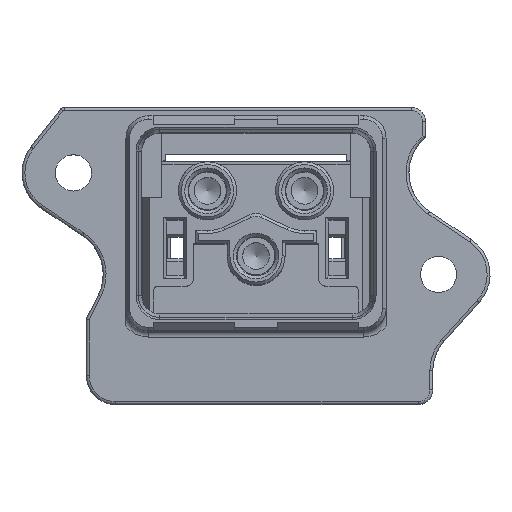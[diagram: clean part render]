
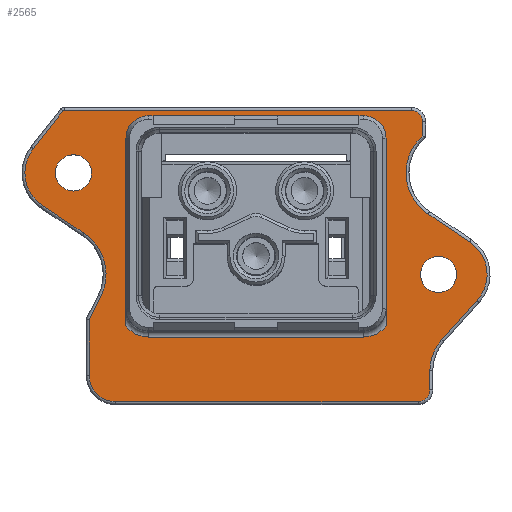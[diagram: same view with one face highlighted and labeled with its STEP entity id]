
A CAD part, top view. The second image highlights one B-rep face of the part: STEP entity #2565.
In plain terms, the highlighted planar face has unit normal (0, 0, 1).
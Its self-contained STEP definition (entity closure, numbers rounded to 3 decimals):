
#175=PLANE('',#8278);
#927=LINE('',#11493,#1775);
#992=LINE('',#11648,#1840);
#994=LINE('',#11659,#1842);
#997=LINE('',#11675,#1845);
#998=LINE('',#11681,#1846);
#999=LINE('',#11685,#1847);
#1000=LINE('',#11689,#1848);
#1001=LINE('',#11693,#1849);
#1002=LINE('',#11695,#1850);
#1003=LINE('',#11699,#1851);
#1004=LINE('',#11703,#1852);
#1005=LINE('',#11707,#1853);
#1006=LINE('',#11711,#1854);
#1007=LINE('',#11715,#1855);
#1775=VECTOR('',#9107,1.);
#1840=VECTOR('',#9214,1.);
#1842=VECTOR('',#9230,1.);
#1845=VECTOR('',#9243,1.);
#1846=VECTOR('',#9248,1.);
#1847=VECTOR('',#9251,1.);
#1848=VECTOR('',#9254,1.);
#1849=VECTOR('',#9257,1.);
#1850=VECTOR('',#9258,1.);
#1851=VECTOR('',#9261,1.);
#1852=VECTOR('',#9264,1.);
#1853=VECTOR('',#9267,1.);
#1854=VECTOR('',#9270,1.);
#1855=VECTOR('',#9273,1.);
#2565=ADVANCED_FACE('',(#3122,#3123,#3124,#3125),#175,.F.);
#3122=FACE_BOUND('',#3304,.T.);
#3123=FACE_BOUND('',#3305,.T.);
#3124=FACE_BOUND('',#3306,.T.);
#3125=FACE_BOUND('',#3307,.T.);
#3304=EDGE_LOOP('',(#4054));
#3305=EDGE_LOOP('',(#4055));
#3306=EDGE_LOOP('',(#4056,#4057,#4058,#4059,#4060,#4061,#4062,#4063));
#3307=EDGE_LOOP('',(#4064,#4065,#4066,#4067,#4068,#4069,#4070,#4071,#4072,
#4073,#4074,#4075,#4076,#4077,#4078,#4079,#4080,#4081,#4082));
#4054=ORIENTED_EDGE('',*,*,#6790,.F.);
#4055=ORIENTED_EDGE('',*,*,#6792,.F.);
#4056=ORIENTED_EDGE('',*,*,#6999,.T.);
#4057=ORIENTED_EDGE('',*,*,#7011,.T.);
#4058=ORIENTED_EDGE('',*,*,#7012,.T.);
#4059=ORIENTED_EDGE('',*,*,#7013,.T.);
#4060=ORIENTED_EDGE('',*,*,#7005,.T.);
#4061=ORIENTED_EDGE('',*,*,#7010,.T.);
#4062=ORIENTED_EDGE('',*,*,#6922,.T.);
#4063=ORIENTED_EDGE('',*,*,#6995,.T.);
#4064=ORIENTED_EDGE('',*,*,#7014,.T.);
#4065=ORIENTED_EDGE('',*,*,#7015,.T.);
#4066=ORIENTED_EDGE('',*,*,#7016,.T.);
#4067=ORIENTED_EDGE('',*,*,#7017,.T.);
#4068=ORIENTED_EDGE('',*,*,#7018,.T.);
#4069=ORIENTED_EDGE('',*,*,#7019,.T.);
#4070=ORIENTED_EDGE('',*,*,#7020,.T.);
#4071=ORIENTED_EDGE('',*,*,#7021,.T.);
#4072=ORIENTED_EDGE('',*,*,#7022,.T.);
#4073=ORIENTED_EDGE('',*,*,#7023,.T.);
#4074=ORIENTED_EDGE('',*,*,#7024,.T.);
#4075=ORIENTED_EDGE('',*,*,#7025,.T.);
#4076=ORIENTED_EDGE('',*,*,#7026,.T.);
#4077=ORIENTED_EDGE('',*,*,#7027,.T.);
#4078=ORIENTED_EDGE('',*,*,#7028,.T.);
#4079=ORIENTED_EDGE('',*,*,#7029,.T.);
#4080=ORIENTED_EDGE('',*,*,#7030,.T.);
#4081=ORIENTED_EDGE('',*,*,#7031,.T.);
#4082=ORIENTED_EDGE('',*,*,#7032,.T.);
#6044=VERTEX_POINT('',#11192);
#6046=VERTEX_POINT('',#11197);
#6164=VERTEX_POINT('',#11492);
#6165=VERTEX_POINT('',#11494);
#6226=VERTEX_POINT('',#11636);
#6229=VERTEX_POINT('',#11647);
#6232=VERTEX_POINT('',#11660);
#6233=VERTEX_POINT('',#11661);
#6235=VERTEX_POINT('',#11674);
#6236=VERTEX_POINT('',#11676);
#6237=VERTEX_POINT('',#11679);
#6238=VERTEX_POINT('',#11680);
#6239=VERTEX_POINT('',#11682);
#6240=VERTEX_POINT('',#11684);
#6241=VERTEX_POINT('',#11686);
#6242=VERTEX_POINT('',#11688);
#6243=VERTEX_POINT('',#11690);
#6244=VERTEX_POINT('',#11692);
#6245=VERTEX_POINT('',#11694);
#6246=VERTEX_POINT('',#11696);
#6247=VERTEX_POINT('',#11698);
#6248=VERTEX_POINT('',#11700);
#6249=VERTEX_POINT('',#11702);
#6250=VERTEX_POINT('',#11704);
#6251=VERTEX_POINT('',#11706);
#6252=VERTEX_POINT('',#11708);
#6253=VERTEX_POINT('',#11710);
#6254=VERTEX_POINT('',#11712);
#6255=VERTEX_POINT('',#11714);
#6790=EDGE_CURVE('',#6044,#6044,#7914,.T.);
#6792=EDGE_CURVE('',#6046,#6046,#7916,.T.);
#6922=EDGE_CURVE('',#6165,#6164,#927,.T.);
#6995=EDGE_CURVE('',#6164,#6226,#7962,.T.);
#6999=EDGE_CURVE('',#6226,#6229,#992,.T.);
#7005=EDGE_CURVE('',#6232,#6233,#994,.T.);
#7010=EDGE_CURVE('',#6233,#6165,#7968,.T.);
#7011=EDGE_CURVE('',#6229,#6235,#7969,.T.);
#7012=EDGE_CURVE('',#6235,#6236,#997,.T.);
#7013=EDGE_CURVE('',#6236,#6232,#7970,.T.);
#7014=EDGE_CURVE('',#6237,#6238,#7971,.T.);
#7015=EDGE_CURVE('',#6238,#6239,#998,.T.);
#7016=EDGE_CURVE('',#6239,#6240,#7972,.T.);
#7017=EDGE_CURVE('',#6240,#6241,#999,.T.);
#7018=EDGE_CURVE('',#6241,#6242,#7973,.T.);
#7019=EDGE_CURVE('',#6242,#6243,#1000,.T.);
#7020=EDGE_CURVE('',#6243,#6244,#7974,.T.);
#7021=EDGE_CURVE('',#6244,#6245,#1001,.T.);
#7022=EDGE_CURVE('',#6245,#6246,#1002,.T.);
#7023=EDGE_CURVE('',#6246,#6247,#7975,.T.);
#7024=EDGE_CURVE('',#6247,#6248,#1003,.T.);
#7025=EDGE_CURVE('',#6248,#6249,#7976,.T.);
#7026=EDGE_CURVE('',#6249,#6250,#1004,.T.);
#7027=EDGE_CURVE('',#6250,#6251,#7977,.T.);
#7028=EDGE_CURVE('',#6251,#6252,#1005,.T.);
#7029=EDGE_CURVE('',#6252,#6253,#7978,.T.);
#7030=EDGE_CURVE('',#6253,#6254,#1006,.T.);
#7031=EDGE_CURVE('',#6254,#6255,#7979,.T.);
#7032=EDGE_CURVE('',#6255,#6237,#1007,.T.);
#7914=CIRCLE('',#8178,1.25);
#7916=CIRCLE('',#8181,1.25);
#7962=CIRCLE('',#8254,1.55);
#7968=CIRCLE('',#8265,1.55);
#7969=CIRCLE('',#8267,1.95);
#7970=CIRCLE('',#8268,1.95);
#7971=CIRCLE('',#8269,0.8);
#7972=CIRCLE('',#8270,0.1);
#7973=CIRCLE('',#8271,2.7);
#7974=CIRCLE('',#8272,3.4);
#7975=CIRCLE('',#8273,1.8);
#7976=CIRCLE('',#8274,0.8);
#7977=CIRCLE('',#8275,3.2);
#7978=CIRCLE('',#8276,2.7);
#7979=CIRCLE('',#8277,3.4);
#8178=AXIS2_PLACEMENT_3D('',#11191,#8901,#8902);
#8181=AXIS2_PLACEMENT_3D('',#11196,#8907,#8908);
#8254=AXIS2_PLACEMENT_3D('',#11637,#9208,#9209);
#8265=AXIS2_PLACEMENT_3D('',#11671,#9237,#9238);
#8267=AXIS2_PLACEMENT_3D('',#11673,#9241,#9242);
#8268=AXIS2_PLACEMENT_3D('',#11677,#9244,#9245);
#8269=AXIS2_PLACEMENT_3D('',#11678,#9246,#9247);
#8270=AXIS2_PLACEMENT_3D('',#11683,#9249,#9250);
#8271=AXIS2_PLACEMENT_3D('',#11687,#9252,#9253);
#8272=AXIS2_PLACEMENT_3D('',#11691,#9255,#9256);
#8273=AXIS2_PLACEMENT_3D('',#11697,#9259,#9260);
#8274=AXIS2_PLACEMENT_3D('',#11701,#9262,#9263);
#8275=AXIS2_PLACEMENT_3D('',#11705,#9265,#9266);
#8276=AXIS2_PLACEMENT_3D('',#11709,#9268,#9269);
#8277=AXIS2_PLACEMENT_3D('',#11713,#9271,#9272);
#8278=AXIS2_PLACEMENT_3D('',#11716,#9274,#9275);
#8901=DIRECTION('',(0.,0.,1.));
#8902=DIRECTION('',(-1.,0.,0.));
#8907=DIRECTION('',(0.,0.,1.));
#8908=DIRECTION('',(-1.,0.,0.));
#9107=DIRECTION('',(1.,0.,0.));
#9208=DIRECTION('',(0.,0.,-1.));
#9209=DIRECTION('',(-1.,0.,0.));
#9214=DIRECTION('',(0.,-1.,0.));
#9230=DIRECTION('',(0.,1.,0.));
#9237=DIRECTION('',(0.,0.,-1.));
#9238=DIRECTION('',(-1.,0.,0.));
#9241=DIRECTION('',(0.,0.,-1.));
#9242=DIRECTION('',(-1.,0.,0.));
#9243=DIRECTION('',(-1.,0.,0.));
#9244=DIRECTION('',(0.,0.,-1.));
#9245=DIRECTION('',(-1.,0.,0.));
#9246=DIRECTION('',(0.,0.,1.));
#9247=DIRECTION('',(-1.,0.,0.));
#9248=DIRECTION('',(-1.,0.,0.));
#9249=DIRECTION('',(0.,0.,1.));
#9250=DIRECTION('',(-1.,0.,0.));
#9251=DIRECTION('',(-0.616,-0.788,0.));
#9252=DIRECTION('',(0.,0.,1.));
#9253=DIRECTION('',(-1.,0.,0.));
#9254=DIRECTION('',(0.832,-0.555,0.));
#9255=DIRECTION('',(0.,0.,-1.));
#9256=DIRECTION('',(-1.,0.,0.));
#9257=DIRECTION('',(-0.446,-0.895,0.));
#9258=DIRECTION('',(0.,-1.,0.));
#9259=DIRECTION('',(0.,0.,1.));
#9260=DIRECTION('',(-1.,0.,0.));
#9261=DIRECTION('',(1.,0.,0.));
#9262=DIRECTION('',(0.,0.,1.));
#9263=DIRECTION('',(-1.,0.,0.));
#9264=DIRECTION('',(0.,1.,0.));
#9265=DIRECTION('',(0.,0.,-1.));
#9266=DIRECTION('',(-1.,0.,0.));
#9267=DIRECTION('',(0.669,0.743,0.));
#9268=DIRECTION('',(0.,0.,1.));
#9269=DIRECTION('',(-1.,0.,0.));
#9270=DIRECTION('',(-0.832,0.555,0.));
#9271=DIRECTION('',(0.,0.,-1.));
#9272=DIRECTION('',(-1.,0.,0.));
#9273=DIRECTION('',(0.,1.,0.));
#9274=DIRECTION('',(0.,0.,-1.));
#9275=DIRECTION('',(-1.,0.,0.));
#11191=CARTESIAN_POINT('',(-12.6,3.5,-0.45));
#11192=CARTESIAN_POINT('',(-13.85,3.5,-0.45));
#11196=CARTESIAN_POINT('',(12.6,-3.5,-0.45));
#11197=CARTESIAN_POINT('',(11.35,-3.5,-0.45));
#11492=CARTESIAN_POINT('',(7.425,7.425,-0.45));
#11493=CARTESIAN_POINT('',(-7.425,7.425,-0.45));
#11494=CARTESIAN_POINT('',(-7.425,7.425,-0.45));
#11636=CARTESIAN_POINT('',(8.975,5.875,-0.45));
#11637=CARTESIAN_POINT('',(7.425,5.875,-0.45));
#11647=CARTESIAN_POINT('',(8.975,-7.058,-0.45));
#11648=CARTESIAN_POINT('',(8.975,5.875,-0.45));
#11659=CARTESIAN_POINT('',(-8.975,-5.875,-0.45));
#11660=CARTESIAN_POINT('',(-8.975,-7.058,-0.45));
#11661=CARTESIAN_POINT('',(-8.975,5.875,-0.45));
#11671=CARTESIAN_POINT('',(-7.425,5.875,-0.45));
#11673=CARTESIAN_POINT('',(7.425,-5.875,-0.45));
#11674=CARTESIAN_POINT('',(7.425,-7.825,-0.45));
#11675=CARTESIAN_POINT('',(-7.425,-7.825,-0.45));
#11676=CARTESIAN_POINT('',(-7.425,-7.825,-0.45));
#11677=CARTESIAN_POINT('',(-7.425,-5.875,-0.45));
#11678=CARTESIAN_POINT('',(10.7,7.02,-0.45));
#11679=CARTESIAN_POINT('',(11.5,7.02,-0.45));
#11680=CARTESIAN_POINT('',(10.7,7.82,-0.45));
#11681=CARTESIAN_POINT('',(-13.25,7.82,-0.45));
#11682=CARTESIAN_POINT('',(-13.25,7.82,-0.45));
#11683=CARTESIAN_POINT('',(-13.25,7.72,-0.45));
#11684=CARTESIAN_POINT('',(-13.329,7.782,-0.45));
#11685=CARTESIAN_POINT('',(-13.329,7.782,-0.45));
#11686=CARTESIAN_POINT('',(-15.377,5.164,-0.45));
#11687=CARTESIAN_POINT('',(-13.25,3.5,-0.45));
#11688=CARTESIAN_POINT('',(-14.749,1.254,-0.45));
#11689=CARTESIAN_POINT('',(-16.697,2.555,-0.45));
#11690=CARTESIAN_POINT('',(-11.863,-0.672,-0.45));
#11691=CARTESIAN_POINT('',(-13.75,-3.5,-0.45));
#11692=CARTESIAN_POINT('',(-10.707,-5.017,-0.45));
#11693=CARTESIAN_POINT('',(-6.127,4.168,-0.45));
#11694=CARTESIAN_POINT('',(-11.51,-6.627,-0.45));
#11695=CARTESIAN_POINT('',(-11.51,7.72,-0.45));
#11696=CARTESIAN_POINT('',(-11.51,-10.48,-0.45));
#11697=CARTESIAN_POINT('',(-9.71,-10.48,-0.45));
#11698=CARTESIAN_POINT('',(-9.71,-12.28,-0.45));
#11699=CARTESIAN_POINT('',(-13.25,-12.28,-0.45));
#11700=CARTESIAN_POINT('',(11.2,-12.28,-0.45));
#11701=CARTESIAN_POINT('',(11.2,-11.48,-0.45));
#11702=CARTESIAN_POINT('',(12.,-11.48,-0.45));
#11703=CARTESIAN_POINT('',(12.,7.72,-0.45));
#11704=CARTESIAN_POINT('',(12.,-10.152,-0.45));
#11705=CARTESIAN_POINT('',(15.2,-10.152,-0.45));
#11706=CARTESIAN_POINT('',(12.822,-8.01,-0.45));
#11707=CARTESIAN_POINT('',(8.971,-12.288,-0.45));
#11708=CARTESIAN_POINT('',(15.256,-5.307,-0.45));
#11709=CARTESIAN_POINT('',(13.25,-3.5,-0.45));
#11710=CARTESIAN_POINT('',(14.749,-1.254,-0.45));
#11711=CARTESIAN_POINT('',(-8.766,14.439,-0.45));
#11712=CARTESIAN_POINT('',(11.863,0.672,-0.45));
#11713=CARTESIAN_POINT('',(13.75,3.5,-0.45));
#11714=CARTESIAN_POINT('',(11.5,6.049,-0.45));
#11715=CARTESIAN_POINT('',(11.5,7.72,-0.45));
#11716=CARTESIAN_POINT('',(-13.25,7.72,-0.45));
